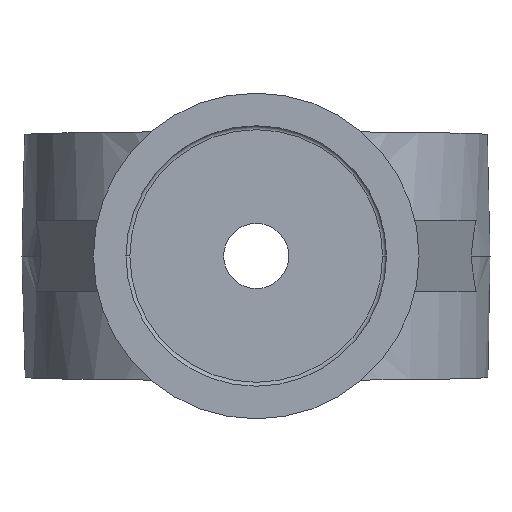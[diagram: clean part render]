
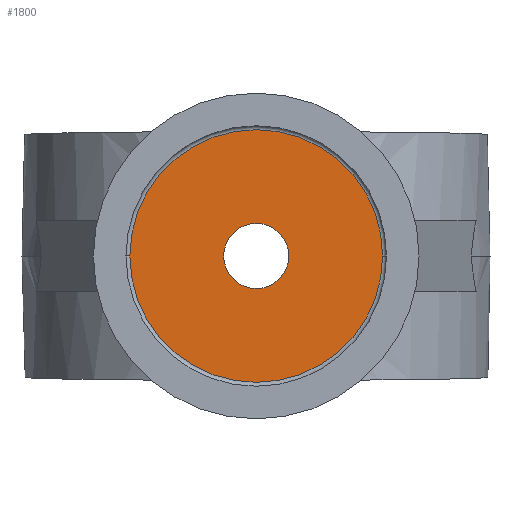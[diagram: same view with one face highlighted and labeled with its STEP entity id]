
A CAD part, front view. The second image highlights one B-rep face of the part: STEP entity #1800.
In plain terms, the highlighted planar face has unit normal (0, -1, 0).
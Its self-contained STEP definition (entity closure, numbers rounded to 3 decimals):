
#23 = ORIENTED_EDGE ( 'NONE', *, *, #3053, .T. ) ;
#87 = VERTEX_POINT ( 'NONE', #952 ) ;
#106 = AXIS2_PLACEMENT_3D ( 'NONE', #1400, #1407, #1417 ) ;
#176 = CARTESIAN_POINT ( 'NONE',  ( 9.7, 1.1, 0. ) ) ;
#209 = AXIS2_PLACEMENT_3D ( 'NONE', #628, #729, #737 ) ;
#321 = AXIS2_PLACEMENT_3D ( 'NONE', #477, #846, #594 ) ;
#323 = CARTESIAN_POINT ( 'NONE',  ( -9.7, 1.1, 0. ) ) ;
#399 = DIRECTION ( 'NONE',  ( 0., -1., 0. ) ) ;
#434 = PLANE ( 'NONE',  #209 ) ;
#477 = CARTESIAN_POINT ( 'NONE',  ( 0., 1.1, 0. ) ) ;
#523 = FACE_BOUND ( 'NONE', #1336, .T. ) ;
#594 = DIRECTION ( 'NONE',  ( 1., 0., 0. ) ) ;
#628 = CARTESIAN_POINT ( 'NONE',  ( 9.7, 1.1, 0. ) ) ;
#701 = FACE_OUTER_BOUND ( 'NONE', #2011, .T. ) ;
#729 = DIRECTION ( 'NONE',  ( 0., 1., 0. ) ) ;
#737 = DIRECTION ( 'NONE',  ( -1., 0., 0. ) ) ;
#766 = CARTESIAN_POINT ( 'NONE',  ( 0., 1.1, 2.5 ) ) ;
#846 = DIRECTION ( 'NONE',  ( 0., -1., 0. ) ) ;
#857 = VERTEX_POINT ( 'NONE', #766 ) ;
#917 = DIRECTION ( 'NONE',  ( -1., 0., 0. ) ) ;
#952 = CARTESIAN_POINT ( 'NONE',  ( 0., 1.1, -2.5 ) ) ;
#980 = DIRECTION ( 'NONE',  ( 1., 0., 0. ) ) ;
#1049 = ORIENTED_EDGE ( 'NONE', *, *, #2221, .F. ) ;
#1052 = CARTESIAN_POINT ( 'NONE',  ( 0., 1.1, 0. ) ) ;
#1140 = DIRECTION ( 'NONE',  ( 0., -1., 0. ) ) ;
#1145 = AXIS2_PLACEMENT_3D ( 'NONE', #1052, #399, #980 ) ;
#1153 = CARTESIAN_POINT ( 'NONE',  ( 0., 1.1, 0. ) ) ;
#1216 = EDGE_CURVE ( 'NONE', #857, #87, #2470, .T. ) ;
#1306 = CIRCLE ( 'NONE', #1145, 9.7 ) ;
#1336 = EDGE_LOOP ( 'NONE', ( #1049, #3048 ) ) ;
#1400 = CARTESIAN_POINT ( 'NONE',  ( 0., 1.1, 0. ) ) ;
#1407 = DIRECTION ( 'NONE',  ( 0., -1., 0. ) ) ;
#1417 = DIRECTION ( 'NONE',  ( -1., 0., 0. ) ) ;
#1549 = AXIS2_PLACEMENT_3D ( 'NONE', #1153, #1140, #917 ) ;
#1800 = ADVANCED_FACE ( 'NONE', ( #701, #523 ), #434, .F. ) ;
#1803 = EDGE_CURVE ( 'NONE', #2345, #1865, #1807, .T. ) ;
#1807 = CIRCLE ( 'NONE', #321, 9.7 ) ;
#1865 = VERTEX_POINT ( 'NONE', #323 ) ;
#1970 = CIRCLE ( 'NONE', #1549, 2.5 ) ;
#2011 = EDGE_LOOP ( 'NONE', ( #3003, #23 ) ) ;
#2221 = EDGE_CURVE ( 'NONE', #87, #857, #1970, .T. ) ;
#2345 = VERTEX_POINT ( 'NONE', #176 ) ;
#2470 = CIRCLE ( 'NONE', #106, 2.5 ) ;
#3003 = ORIENTED_EDGE ( 'NONE', *, *, #1803, .T. ) ;
#3048 = ORIENTED_EDGE ( 'NONE', *, *, #1216, .F. ) ;
#3053 = EDGE_CURVE ( 'NONE', #1865, #2345, #1306, .T. ) ;
